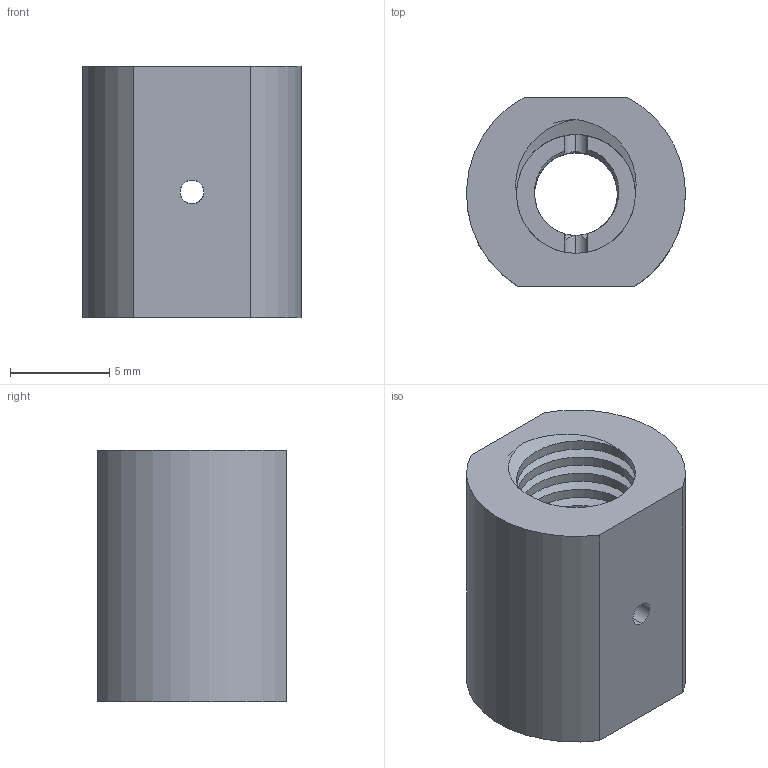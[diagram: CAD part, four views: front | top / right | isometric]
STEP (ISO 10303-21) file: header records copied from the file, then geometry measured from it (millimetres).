
FILE_DESCRIPTION (( 'STEP AP214' ), '1' );
FILE_NAME ('Thread Adapter.STEP', '2015-09-28T02:16:23', ( '' ), ( '' ), 'SwSTEP 2.0', 'SolidWorks 2014', '' );
FILE_SCHEMA (( 'AUTOMOTIVE_DESIGN' ));
Length unit declared in the file: millimetre
Products named in the file (1): Thread Adapter
Bounding box: 11.05 x 9.53 x 12.7 mm (x, y, z)
Volume: 844.1 mm3; surface area: 962.2 mm2
Topology: 1 solids, 1 shells, 53 faces, 157 edges, 104 vertices
Faces by surface type: cylinder 39, plane 7, bspline 7
Entity records: 4297 total; most frequent: CARTESIAN_POINT 3092, ORIENTED_EDGE 314, DIRECTION 176, EDGE_CURVE 157, VERTEX_POINT 104, AXIS2_PLACEMENT_3D 65, EDGE_LOOP 57, ADVANCED_FACE 53
